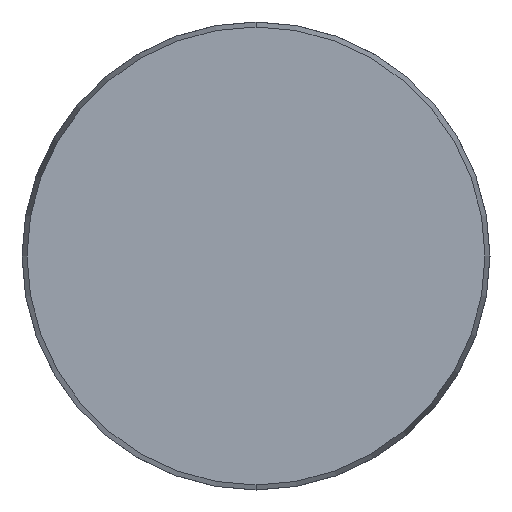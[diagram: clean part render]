
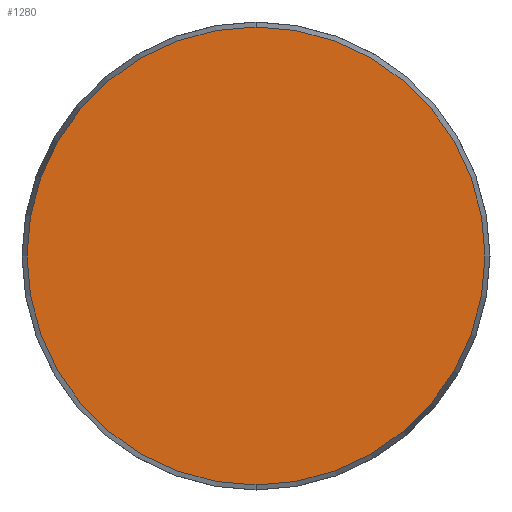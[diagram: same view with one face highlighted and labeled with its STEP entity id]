
A CAD part, front view. The second image highlights one B-rep face of the part: STEP entity #1280.
In plain terms, the highlighted planar face has unit normal (0, -1, 0).
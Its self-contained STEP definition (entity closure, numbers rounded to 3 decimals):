
#122 = ORIENTED_EDGE ( 'NONE', *, *, #265, .T. ) ;
#144 = CARTESIAN_POINT ( 'NONE',  ( 0., 0., -39.143 ) ) ;
#160 = DIRECTION ( 'NONE',  ( 0., 1., 0. ) ) ;
#237 = DIRECTION ( 'NONE',  ( 0., 0., -1. ) ) ;
#265 = EDGE_CURVE ( 'NONE', #473, #279, #403, .T. ) ;
#275 = EDGE_CURVE ( 'NONE', #279, #473, #1283, .T. ) ;
#279 = VERTEX_POINT ( 'NONE', #144 ) ;
#317 = AXIS2_PLACEMENT_3D ( 'NONE', #1094, #160, #353 ) ;
#353 = DIRECTION ( 'NONE',  ( 0., 0., 1. ) ) ;
#403 = CIRCLE ( 'NONE', #527, 39.143 ) ;
#459 = DIRECTION ( 'NONE',  ( 0., -1., 0. ) ) ;
#473 = VERTEX_POINT ( 'NONE', #1308 ) ;
#527 = AXIS2_PLACEMENT_3D ( 'NONE', #862, #459, #657 ) ;
#570 = PLANE ( 'NONE',  #317 ) ;
#640 = CARTESIAN_POINT ( 'NONE',  ( 0., 0., 0. ) ) ;
#657 = DIRECTION ( 'NONE',  ( 0., 0., -1. ) ) ;
#701 = AXIS2_PLACEMENT_3D ( 'NONE', #640, #1157, #237 ) ;
#752 = EDGE_LOOP ( 'NONE', ( #122, #1297 ) ) ;
#862 = CARTESIAN_POINT ( 'NONE',  ( 0., 0., 0. ) ) ;
#869 = FACE_OUTER_BOUND ( 'NONE', #752, .T. ) ;
#1094 = CARTESIAN_POINT ( 'NONE',  ( -39.143, 0., 0. ) ) ;
#1157 = DIRECTION ( 'NONE',  ( 0., -1., 0. ) ) ;
#1280 = ADVANCED_FACE ( 'NONE', ( #869 ), #570, .F. ) ;
#1283 = CIRCLE ( 'NONE', #701, 39.143 ) ;
#1297 = ORIENTED_EDGE ( 'NONE', *, *, #275, .T. ) ;
#1308 = CARTESIAN_POINT ( 'NONE',  ( 0., 0., 39.143 ) ) ;
